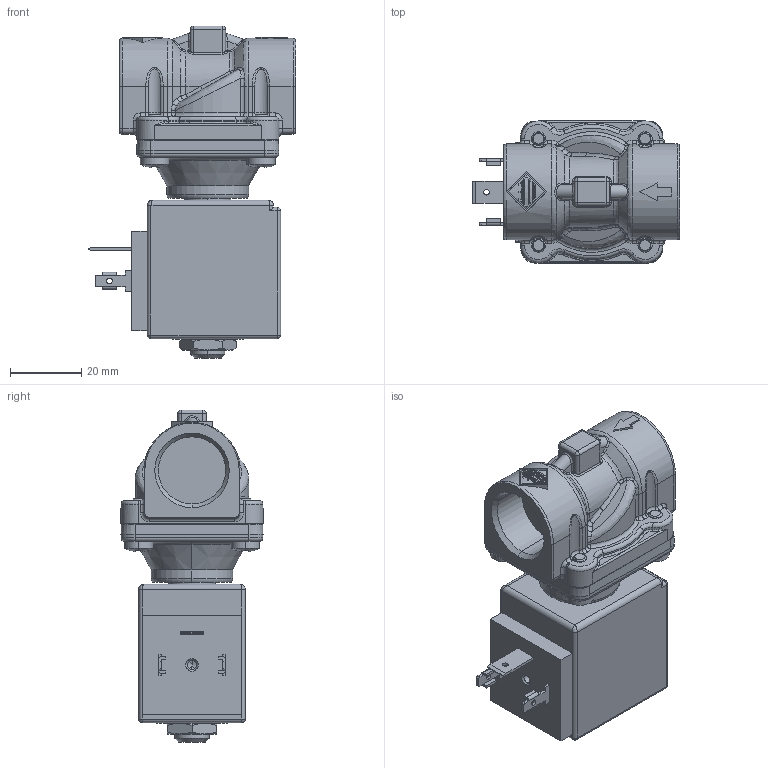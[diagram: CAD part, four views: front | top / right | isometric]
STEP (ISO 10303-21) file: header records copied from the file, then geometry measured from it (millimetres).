
FILE_DESCRIPTION((''),'2;1');
FILE_NAME('21H8KE120_BDA_INGOMBRO','2009-07-06T',('romeri'),('O.D.E.'),'PRO/ENGINEER BY PARAMETRIC TECHNOLOGY CORPORATION, 2005450','PRO/ENGINEER BY PARAMETRIC TECHNOLOGY CORPORATION, 2005450','');
FILE_SCHEMA(('CONFIG_CONTROL_DESIGN'));
Length unit declared in the file: millimetre
Products named in the file (1): 21H8KE120_BDA_INGOMBRO
Bounding box: 58.4 x 40 x 93.5 mm (x, y, z)
Volume: 78019.3 mm3; surface area: 33231.1 mm2
Topology: 8 solids, 18 shells, 780 faces, 1802 edges, 1080 vertices
Faces by surface type: plane 301, cylinder 232, torus 86, cone 76, bspline 55, sphere 30
Entity records: 29501 total; most frequent: CARTESIAN_POINT 7129, DIRECTION 3781, ORIENTED_EDGE 3600, EDGE_CURVE 1800, AXIS2_PLACEMENT_3D 1483, VERTEX_POINT 1080, EDGE_LOOP 832, VECTOR 815
